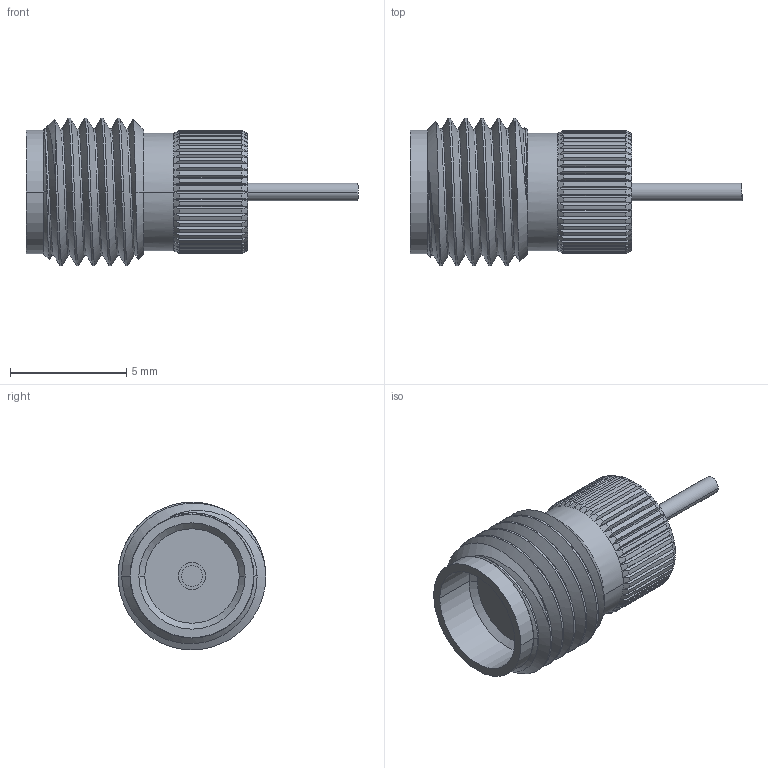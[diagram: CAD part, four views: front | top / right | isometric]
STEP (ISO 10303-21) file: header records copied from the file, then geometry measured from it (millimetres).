
FILE_DESCRIPTION (( 'STEP AP203' ), '1' );
FILE_NAME ('PE44241 ¦ FMCN1378.step', '2019-09-16T14:04:18', ( '' ), ( '' ), 'SwSTEP 2.0', 'SolidWorks 2018', '' );
FILE_SCHEMA (( 'CONFIG_CONTROL_DESIGN' ));
Length unit declared in the file: inch
Products named in the file (1): PE44241 ｦ FMCN1378
Bounding box: 14.27 x 6.35 x 6.35 mm (x, y, z)
Volume: 193.1 mm3; surface area: 341.1 mm2
Topology: 1 solids, 1 shells, 297 faces, 656 edges, 369 vertices
Faces by surface type: plane 110, cone 107, cylinder 77, bspline 3
Entity records: 9171 total; most frequent: CARTESIAN_POINT 2949, ORIENTED_EDGE 1312, DIRECTION 1251, EDGE_CURVE 656, AXIS2_PLACEMENT_3D 534, VERTEX_POINT 369, EDGE_LOOP 305, FACE_OUTER_BOUND 297
